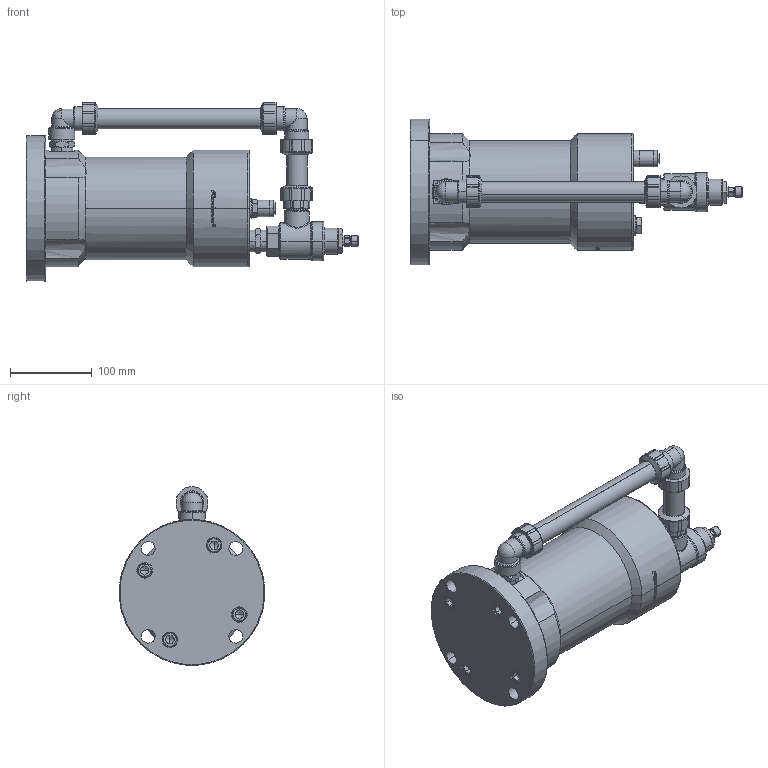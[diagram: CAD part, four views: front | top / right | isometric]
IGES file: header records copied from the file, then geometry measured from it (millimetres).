
Global section: file name: No Iges File Name specified; native system: Autodesk Inventor 2011; preprocessor: AutoDesk Inventor Iges Exporter R2011; author: Petr; date: 20120221.150507; units: millimetre
Bounding box: 407 x 178.32 x 218.66 mm (x, y, z)
Volume: 4291632 mm3; surface area: 316490.6 mm2
Topology: 1 solids, 29 shells, 1229 faces, 3220 edges, 2076 vertices
Faces by surface type: bspline 396, plane 336, cylinder 213, torus 120, cone 98, revolution 64, sphere 2
